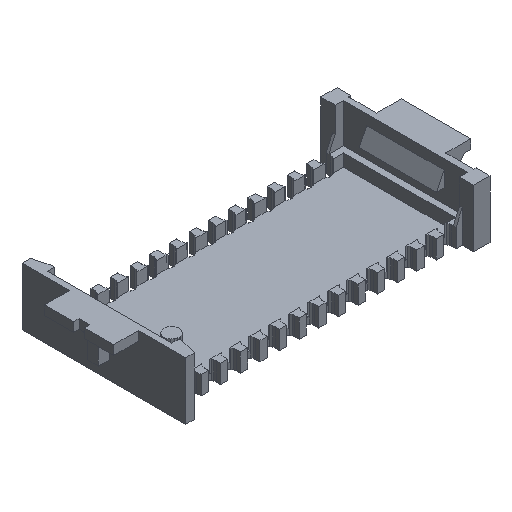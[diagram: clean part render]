
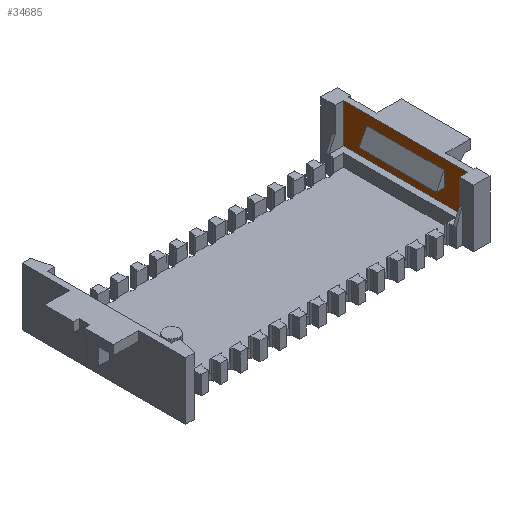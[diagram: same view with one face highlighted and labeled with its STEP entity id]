
A CAD part, isometric view. The second image highlights one B-rep face of the part: STEP entity #34685.
In plain terms, the highlighted planar face has unit normal (-1, 0, 0).
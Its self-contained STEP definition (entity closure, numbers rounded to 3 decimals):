
#44 = PLANE('',#45);
#45 = AXIS2_PLACEMENT_3D('',#46,#47,#48);
#46 = CARTESIAN_POINT('',(20.193,0.,3.74));
#47 = DIRECTION('',(0.,0.,1.));
#48 = DIRECTION('',(1.,0.,0.));
#1559 = VERTEX_POINT('',#1560);
#1560 = CARTESIAN_POINT('',(19.15,8.05,3.74));
#1574 = PLANE('',#1575);
#1575 = AXIS2_PLACEMENT_3D('',#1576,#1577,#1578);
#1576 = CARTESIAN_POINT('',(-19.15,8.05,-1.34));
#1577 = DIRECTION('',(0.,1.,0.));
#1578 = DIRECTION('',(0.,0.,1.));
#1585 = EDGE_CURVE('',#1586,#1559,#1588,.T.);
#1586 = VERTEX_POINT('',#1587);
#1587 = CARTESIAN_POINT('',(19.15,-8.05,3.74));
#1588 = SURFACE_CURVE('',#1589,(#1593,#1600),.PCURVE_S1.);
#1589 = LINE('',#1590,#1591);
#1590 = CARTESIAN_POINT('',(19.15,-8.225,3.74));
#1591 = VECTOR('',#1592,1.);
#1592 = DIRECTION('',(0.,1.,0.));
#1593 = PCURVE('',#44,#1594);
#1594 = DEFINITIONAL_REPRESENTATION('',(#1595),#1599);
#1595 = LINE('',#1596,#1597);
#1596 = CARTESIAN_POINT('',(-1.043,-8.225));
#1597 = VECTOR('',#1598,1.);
#1598 = DIRECTION('',(0.,1.));
#1599 = ( GEOMETRIC_REPRESENTATION_CONTEXT(2) 
PARAMETRIC_REPRESENTATION_CONTEXT() REPRESENTATION_CONTEXT('2D SPACE',''
  ) );
#1600 = PCURVE('',#1601,#1606);
#1601 = PLANE('',#1602);
#1602 = AXIS2_PLACEMENT_3D('',#1603,#1604,#1605);
#1603 = CARTESIAN_POINT('',(19.15,-8.05,-1.34));
#1604 = DIRECTION('',(1.,0.,0.));
#1605 = DIRECTION('',(0.,0.,1.));
#1606 = DEFINITIONAL_REPRESENTATION('',(#1607),#1610);
#1607 = B_SPLINE_CURVE_WITH_KNOTS('',1,(#1608,#1609),.UNSPECIFIED.,.F.,
  .F.,(2,2),(-1.435,17.885),.PIECEWISE_BEZIER_KNOTS.);
#1608 = CARTESIAN_POINT('',(5.08,1.61));
#1609 = CARTESIAN_POINT('',(5.08,-17.71));
#1610 = ( GEOMETRIC_REPRESENTATION_CONTEXT(2) 
PARAMETRIC_REPRESENTATION_CONTEXT() REPRESENTATION_CONTEXT('2D SPACE',''
  ) );
#1626 = PLANE('',#1627);
#1627 = AXIS2_PLACEMENT_3D('',#1628,#1629,#1630);
#1628 = CARTESIAN_POINT('',(-19.15,-8.05,-1.34));
#1629 = DIRECTION('',(0.,1.,0.));
#1630 = DIRECTION('',(0.,0.,1.));
#16345 = PLANE('',#16346);
#16346 = AXIS2_PLACEMENT_3D('',#16347,#16348,#16349);
#16347 = CARTESIAN_POINT('',(-19.15,-8.05,-1.34));
#16348 = DIRECTION('',(0.,0.,1.));
#16349 = DIRECTION('',(1.,0.,0.));
#34621 = EDGE_CURVE('',#34622,#1559,#34624,.T.);
#34622 = VERTEX_POINT('',#34623);
#34623 = CARTESIAN_POINT('',(19.15,8.05,-1.34));
#34624 = SURFACE_CURVE('',#34625,(#34629,#34636),.PCURVE_S1.);
#34625 = LINE('',#34626,#34627);
#34626 = CARTESIAN_POINT('',(19.15,8.05,-1.34));
#34627 = VECTOR('',#34628,1.);
#34628 = DIRECTION('',(0.,0.,1.));
#34629 = PCURVE('',#1574,#34630);
#34630 = DEFINITIONAL_REPRESENTATION('',(#34631),#34635);
#34631 = LINE('',#34632,#34633);
#34632 = CARTESIAN_POINT('',(0.,38.3));
#34633 = VECTOR('',#34634,1.);
#34634 = DIRECTION('',(1.,0.));
#34635 = ( GEOMETRIC_REPRESENTATION_CONTEXT(2) 
PARAMETRIC_REPRESENTATION_CONTEXT() REPRESENTATION_CONTEXT('2D SPACE',''
  ) );
#34636 = PCURVE('',#1601,#34637);
#34637 = DEFINITIONAL_REPRESENTATION('',(#34638),#34642);
#34638 = LINE('',#34639,#34640);
#34639 = CARTESIAN_POINT('',(0.,-16.1));
#34640 = VECTOR('',#34641,1.);
#34641 = DIRECTION('',(1.,0.));
#34642 = ( GEOMETRIC_REPRESENTATION_CONTEXT(2) 
PARAMETRIC_REPRESENTATION_CONTEXT() REPRESENTATION_CONTEXT('2D SPACE',''
  ) );
#34685 = ADVANCED_FACE('',(#34686,#34734),#1601,.F.);
#34686 = FACE_BOUND('',#34687,.F.);
#34687 = EDGE_LOOP('',(#34688,#34711,#34732,#34733));
#34688 = ORIENTED_EDGE('',*,*,#34689,.F.);
#34689 = EDGE_CURVE('',#34690,#1586,#34692,.T.);
#34690 = VERTEX_POINT('',#34691);
#34691 = CARTESIAN_POINT('',(19.15,-8.05,-1.34));
#34692 = SURFACE_CURVE('',#34693,(#34697,#34704),.PCURVE_S1.);
#34693 = LINE('',#34694,#34695);
#34694 = CARTESIAN_POINT('',(19.15,-8.05,-1.34));
#34695 = VECTOR('',#34696,1.);
#34696 = DIRECTION('',(0.,0.,1.));
#34697 = PCURVE('',#1601,#34698);
#34698 = DEFINITIONAL_REPRESENTATION('',(#34699),#34703);
#34699 = LINE('',#34700,#34701);
#34700 = CARTESIAN_POINT('',(0.,0.));
#34701 = VECTOR('',#34702,1.);
#34702 = DIRECTION('',(1.,0.));
#34703 = ( GEOMETRIC_REPRESENTATION_CONTEXT(2) 
PARAMETRIC_REPRESENTATION_CONTEXT() REPRESENTATION_CONTEXT('2D SPACE',''
  ) );
#34704 = PCURVE('',#1626,#34705);
#34705 = DEFINITIONAL_REPRESENTATION('',(#34706),#34710);
#34706 = LINE('',#34707,#34708);
#34707 = CARTESIAN_POINT('',(0.,38.3));
#34708 = VECTOR('',#34709,1.);
#34709 = DIRECTION('',(1.,0.));
#34710 = ( GEOMETRIC_REPRESENTATION_CONTEXT(2) 
PARAMETRIC_REPRESENTATION_CONTEXT() REPRESENTATION_CONTEXT('2D SPACE',''
  ) );
#34711 = ORIENTED_EDGE('',*,*,#34712,.T.);
#34712 = EDGE_CURVE('',#34690,#34622,#34713,.T.);
#34713 = SURFACE_CURVE('',#34714,(#34718,#34725),.PCURVE_S1.);
#34714 = LINE('',#34715,#34716);
#34715 = CARTESIAN_POINT('',(19.15,-8.05,-1.34));
#34716 = VECTOR('',#34717,1.);
#34717 = DIRECTION('',(0.,1.,0.));
#34718 = PCURVE('',#1601,#34719);
#34719 = DEFINITIONAL_REPRESENTATION('',(#34720),#34724);
#34720 = LINE('',#34721,#34722);
#34721 = CARTESIAN_POINT('',(0.,0.));
#34722 = VECTOR('',#34723,1.);
#34723 = DIRECTION('',(0.,-1.));
#34724 = ( GEOMETRIC_REPRESENTATION_CONTEXT(2) 
PARAMETRIC_REPRESENTATION_CONTEXT() REPRESENTATION_CONTEXT('2D SPACE',''
  ) );
#34725 = PCURVE('',#16345,#34726);
#34726 = DEFINITIONAL_REPRESENTATION('',(#34727),#34731);
#34727 = LINE('',#34728,#34729);
#34728 = CARTESIAN_POINT('',(38.3,0.));
#34729 = VECTOR('',#34730,1.);
#34730 = DIRECTION('',(0.,1.));
#34731 = ( GEOMETRIC_REPRESENTATION_CONTEXT(2) 
PARAMETRIC_REPRESENTATION_CONTEXT() REPRESENTATION_CONTEXT('2D SPACE',''
  ) );
#34732 = ORIENTED_EDGE('',*,*,#34621,.T.);
#34733 = ORIENTED_EDGE('',*,*,#1585,.F.);
#34734 = FACE_BOUND('',#34735,.F.);
#34735 = EDGE_LOOP('',(#34736,#34766,#34794,#34822));
#34736 = ORIENTED_EDGE('',*,*,#34737,.F.);
#34737 = EDGE_CURVE('',#34738,#34740,#34742,.T.);
#34738 = VERTEX_POINT('',#34739);
#34739 = CARTESIAN_POINT('',(19.15,5.,0.46));
#34740 = VERTEX_POINT('',#34741);
#34741 = CARTESIAN_POINT('',(19.15,5.,2.46));
#34742 = SURFACE_CURVE('',#34743,(#34747,#34754),.PCURVE_S1.);
#34743 = LINE('',#34744,#34745);
#34744 = CARTESIAN_POINT('',(19.15,5.,0.46));
#34745 = VECTOR('',#34746,1.);
#34746 = DIRECTION('',(0.,0.,1.));
#34747 = PCURVE('',#1601,#34748);
#34748 = DEFINITIONAL_REPRESENTATION('',(#34749),#34753);
#34749 = LINE('',#34750,#34751);
#34750 = CARTESIAN_POINT('',(1.8,-13.05));
#34751 = VECTOR('',#34752,1.);
#34752 = DIRECTION('',(1.,0.));
#34753 = ( GEOMETRIC_REPRESENTATION_CONTEXT(2) 
PARAMETRIC_REPRESENTATION_CONTEXT() REPRESENTATION_CONTEXT('2D SPACE',''
  ) );
#34754 = PCURVE('',#34755,#34760);
#34755 = PLANE('',#34756);
#34756 = AXIS2_PLACEMENT_3D('',#34757,#34758,#34759);
#34757 = CARTESIAN_POINT('',(18.841,5.,1.269));
#34758 = DIRECTION('',(0.,1.,0.));
#34759 = DIRECTION('',(-1.,0.,0.));
#34760 = DEFINITIONAL_REPRESENTATION('',(#34761),#34765);
#34761 = LINE('',#34762,#34763);
#34762 = CARTESIAN_POINT('',(-0.309,-0.809));
#34763 = VECTOR('',#34764,1.);
#34764 = DIRECTION('',(-0.,1.));
#34765 = ( GEOMETRIC_REPRESENTATION_CONTEXT(2) 
PARAMETRIC_REPRESENTATION_CONTEXT() REPRESENTATION_CONTEXT('2D SPACE',''
  ) );
#34766 = ORIENTED_EDGE('',*,*,#34767,.T.);
#34767 = EDGE_CURVE('',#34738,#34768,#34770,.T.);
#34768 = VERTEX_POINT('',#34769);
#34769 = CARTESIAN_POINT('',(19.15,-5.,0.46));
#34770 = SURFACE_CURVE('',#34771,(#34775,#34782),.PCURVE_S1.);
#34771 = LINE('',#34772,#34773);
#34772 = CARTESIAN_POINT('',(19.15,5.,0.46));
#34773 = VECTOR('',#34774,1.);
#34774 = DIRECTION('',(0.,-1.,0.));
#34775 = PCURVE('',#1601,#34776);
#34776 = DEFINITIONAL_REPRESENTATION('',(#34777),#34781);
#34777 = LINE('',#34778,#34779);
#34778 = CARTESIAN_POINT('',(1.8,-13.05));
#34779 = VECTOR('',#34780,1.);
#34780 = DIRECTION('',(0.,1.));
#34781 = ( GEOMETRIC_REPRESENTATION_CONTEXT(2) 
PARAMETRIC_REPRESENTATION_CONTEXT() REPRESENTATION_CONTEXT('2D SPACE',''
  ) );
#34782 = PCURVE('',#34783,#34788);
#34783 = PLANE('',#34784);
#34784 = AXIS2_PLACEMENT_3D('',#34785,#34786,#34787);
#34785 = CARTESIAN_POINT('',(18.15,5.,0.46));
#34786 = DIRECTION('',(-0.,0.,-1.));
#34787 = DIRECTION('',(-1.,0.,0.));
#34788 = DEFINITIONAL_REPRESENTATION('',(#34789),#34793);
#34789 = LINE('',#34790,#34791);
#34790 = CARTESIAN_POINT('',(-1.,0.));
#34791 = VECTOR('',#34792,1.);
#34792 = DIRECTION('',(-0.,-1.));
#34793 = ( GEOMETRIC_REPRESENTATION_CONTEXT(2) 
PARAMETRIC_REPRESENTATION_CONTEXT() REPRESENTATION_CONTEXT('2D SPACE',''
  ) );
#34794 = ORIENTED_EDGE('',*,*,#34795,.T.);
#34795 = EDGE_CURVE('',#34768,#34796,#34798,.T.);
#34796 = VERTEX_POINT('',#34797);
#34797 = CARTESIAN_POINT('',(19.15,-5.,2.46));
#34798 = SURFACE_CURVE('',#34799,(#34803,#34810),.PCURVE_S1.);
#34799 = LINE('',#34800,#34801);
#34800 = CARTESIAN_POINT('',(19.15,-5.,0.46));
#34801 = VECTOR('',#34802,1.);
#34802 = DIRECTION('',(0.,0.,1.));
#34803 = PCURVE('',#1601,#34804);
#34804 = DEFINITIONAL_REPRESENTATION('',(#34805),#34809);
#34805 = LINE('',#34806,#34807);
#34806 = CARTESIAN_POINT('',(1.8,-3.05));
#34807 = VECTOR('',#34808,1.);
#34808 = DIRECTION('',(1.,0.));
#34809 = ( GEOMETRIC_REPRESENTATION_CONTEXT(2) 
PARAMETRIC_REPRESENTATION_CONTEXT() REPRESENTATION_CONTEXT('2D SPACE',''
  ) );
#34810 = PCURVE('',#34811,#34816);
#34811 = PLANE('',#34812);
#34812 = AXIS2_PLACEMENT_3D('',#34813,#34814,#34815);
#34813 = CARTESIAN_POINT('',(18.841,-5.,1.269));
#34814 = DIRECTION('',(0.,1.,0.));
#34815 = DIRECTION('',(-1.,0.,0.));
#34816 = DEFINITIONAL_REPRESENTATION('',(#34817),#34821);
#34817 = LINE('',#34818,#34819);
#34818 = CARTESIAN_POINT('',(-0.309,-0.809));
#34819 = VECTOR('',#34820,1.);
#34820 = DIRECTION('',(-0.,1.));
#34821 = ( GEOMETRIC_REPRESENTATION_CONTEXT(2) 
PARAMETRIC_REPRESENTATION_CONTEXT() REPRESENTATION_CONTEXT('2D SPACE',''
  ) );
#34822 = ORIENTED_EDGE('',*,*,#34823,.F.);
#34823 = EDGE_CURVE('',#34740,#34796,#34824,.T.);
#34824 = SURFACE_CURVE('',#34825,(#34829,#34836),.PCURVE_S1.);
#34825 = LINE('',#34826,#34827);
#34826 = CARTESIAN_POINT('',(19.15,5.,2.46));
#34827 = VECTOR('',#34828,1.);
#34828 = DIRECTION('',(0.,-1.,0.));
#34829 = PCURVE('',#1601,#34830);
#34830 = DEFINITIONAL_REPRESENTATION('',(#34831),#34835);
#34831 = LINE('',#34832,#34833);
#34832 = CARTESIAN_POINT('',(3.8,-13.05));
#34833 = VECTOR('',#34834,1.);
#34834 = DIRECTION('',(0.,1.));
#34835 = ( GEOMETRIC_REPRESENTATION_CONTEXT(2) 
PARAMETRIC_REPRESENTATION_CONTEXT() REPRESENTATION_CONTEXT('2D SPACE',''
  ) );
#34836 = PCURVE('',#34837,#34842);
#34837 = PLANE('',#34838);
#34838 = AXIS2_PLACEMENT_3D('',#34839,#34840,#34841);
#34839 = CARTESIAN_POINT('',(19.15,5.,2.46));
#34840 = DIRECTION('',(-0.894,0.,0.447));
#34841 = DIRECTION('',(0.447,0.,0.894));
#34842 = DEFINITIONAL_REPRESENTATION('',(#34843),#34847);
#34843 = LINE('',#34844,#34845);
#34844 = CARTESIAN_POINT('',(0.,-0.));
#34845 = VECTOR('',#34846,1.);
#34846 = DIRECTION('',(-0.,-1.));
#34847 = ( GEOMETRIC_REPRESENTATION_CONTEXT(2) 
PARAMETRIC_REPRESENTATION_CONTEXT() REPRESENTATION_CONTEXT('2D SPACE',''
  ) );
